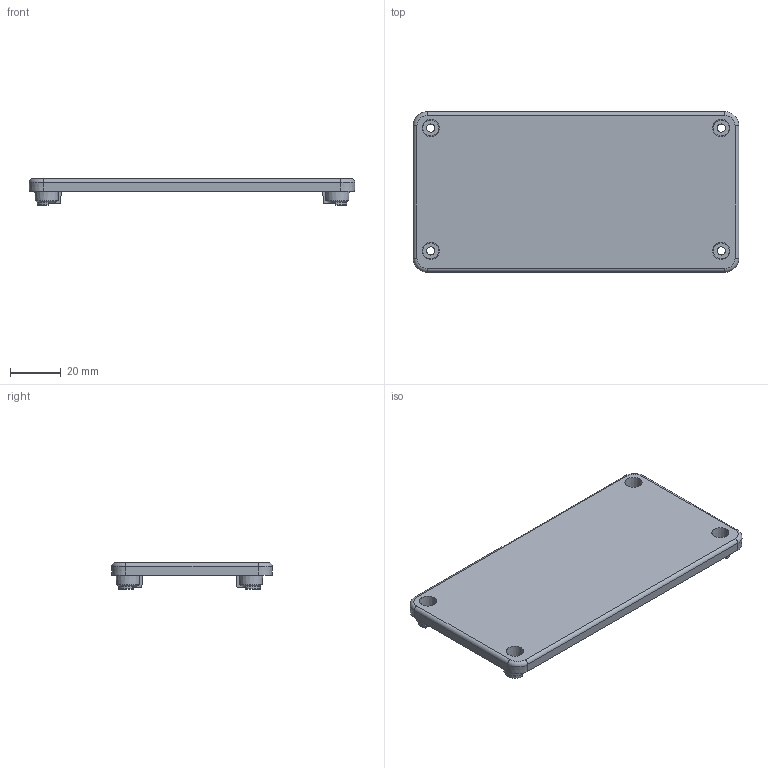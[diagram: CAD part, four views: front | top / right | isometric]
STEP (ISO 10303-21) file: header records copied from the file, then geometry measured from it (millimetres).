
FILE_DESCRIPTION((''),'2;1');
FILE_NAME('R3_10_3_1','2023-12-13T',('SMART'),(''),'PRO/ENGINEER BY PARAMETRIC TECHNOLOGY CORPORATION, 2009460','PRO/ENGINEER BY PARAMETRIC TECHNOLOGY CORPORATION, 2009460','');
FILE_SCHEMA(('CONFIG_CONTROL_DESIGN'));
Length unit declared in the file: millimetre
Products named in the file (1): R3_10_3_1
Bounding box: 128.24 x 63.24 x 10.52 mm (x, y, z)
Volume: 22146.8 mm3; surface area: 20221.4 mm2
Topology: 1 solids, 1 shells, 227 faces, 642 edges, 424 vertices
Faces by surface type: plane 139, cone 60, torus 14, cylinder 8, bspline 6
Entity records: 7976 total; most frequent: CARTESIAN_POINT 1598, ORIENTED_EDGE 1284, DIRECTION 1219, EDGE_CURVE 642, VERTEX_POINT 424, AXIS2_PLACEMENT_3D 407, VECTOR 405, LINE 405
